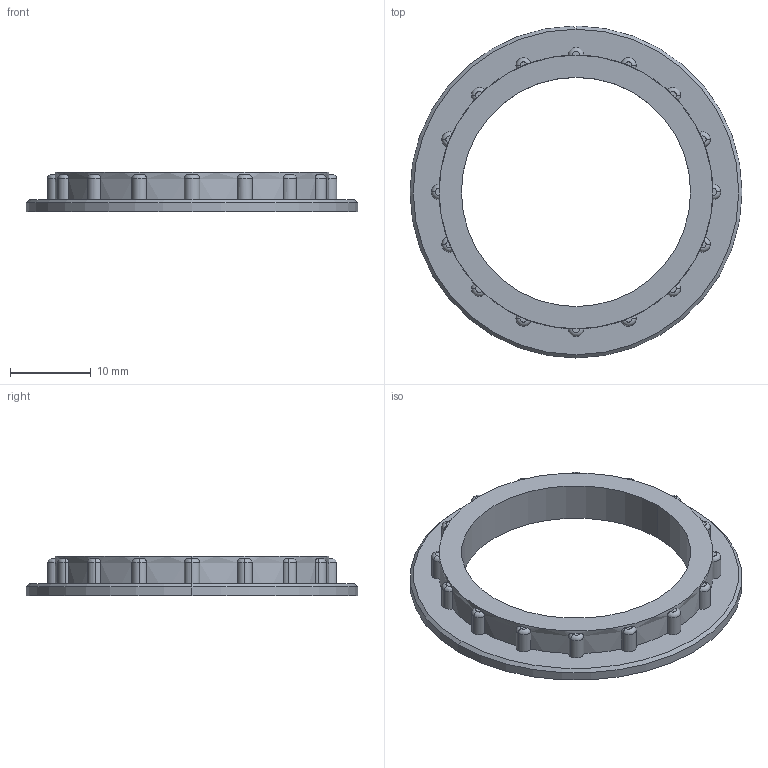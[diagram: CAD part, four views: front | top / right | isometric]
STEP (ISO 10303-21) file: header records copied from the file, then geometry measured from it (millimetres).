
FILE_DESCRIPTION (( 'STEP AP214' ), '1' );
FILE_NAME ('86_029_02_91_0_205592-ap214.STEP', '2020-01-28T06:06:38', ( '' ), ( '' ), 'SwSTEP 2.0', 'SolidWorks 2018', '' );
FILE_SCHEMA (( 'AUTOMOTIVE_DESIGN' ));
Length unit declared in the file: millimetre
Products named in the file (1): 86_029_02_91_0_205592-ap214
Bounding box: 41.1 x 41.1 x 4.9 mm (x, y, z)
Volume: 2017.7 mm3; surface area: 2397.5 mm2
Topology: 1 solids, 1 shells, 91 faces, 251 edges, 163 vertices
Faces by surface type: cylinder 34, torus 34, plane 21, cone 2
Entity records: 3140 total; most frequent: CARTESIAN_POINT 672, DIRECTION 562, ORIENTED_EDGE 502, AXIS2_PLACEMENT_3D 253, EDGE_CURVE 251, VERTEX_POINT 163, CIRCLE 161, EDGE_LOOP 94
